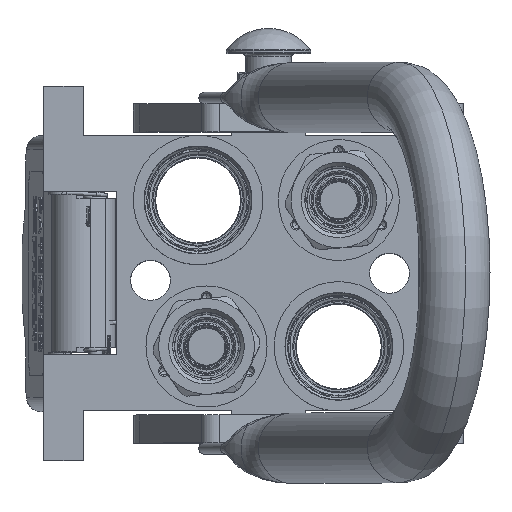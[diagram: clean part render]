
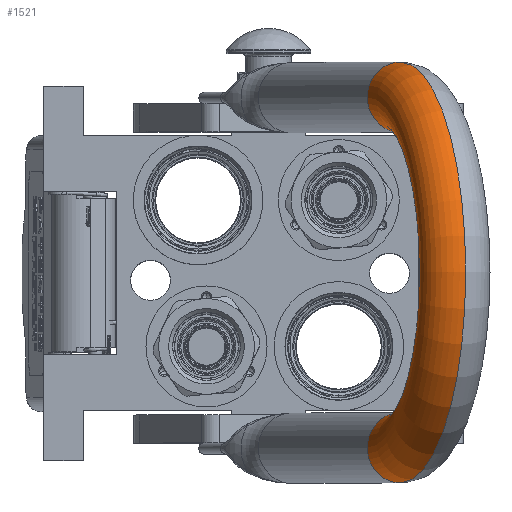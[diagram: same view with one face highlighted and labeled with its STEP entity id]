
A CAD part, top view. The second image highlights one B-rep face of the part: STEP entity #1521.
In plain terms, the highlighted toroidal (fillet/blend) face has major radius 62.25 mm and minor radius 12.5 mm.
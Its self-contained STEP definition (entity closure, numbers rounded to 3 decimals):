
#1521 = ADVANCED_FACE ( 'NONE', ( #96154 ), #30733, .T. ) ;
#3309 = ORIENTED_EDGE ( 'NONE', *, *, #13428, .T. ) ;
#5298 = CIRCLE ( 'NONE', #18877, 12.5 ) ;
#7101 = DIRECTION ( 'NONE',  ( -1., 0., 0. ) ) ;
#7385 = DIRECTION ( 'NONE',  ( -1., 0., 0. ) ) ;
#12873 = EDGE_CURVE ( 'NONE', #116944, #68447, #52497, .T. ) ;
#13428 = EDGE_CURVE ( 'NONE', #77583, #13500, #5298, .T. ) ;
#13500 = VERTEX_POINT ( 'NONE', #48592 ) ;
#18877 = AXIS2_PLACEMENT_3D ( 'NONE', #76607, #86420, #7385 ) ;
#20606 = DIRECTION ( 'NONE',  ( -1., 0., 0. ) ) ;
#30733 = TOROIDAL_SURFACE ( 'NONE', #61072, 62.25, 12.5 ) ;
#30790 = CARTESIAN_POINT ( 'NONE',  ( 0., 0., 125.25 ) ) ;
#33320 = EDGE_LOOP ( 'NONE', ( #65715, #81319, #36975, #3309 ) ) ;
#36975 = ORIENTED_EDGE ( 'NONE', *, *, #44716, .F. ) ;
#43384 = AXIS2_PLACEMENT_3D ( 'NONE', #74682, #124374, #7101 ) ;
#44716 = EDGE_CURVE ( 'NONE', #77583, #116944, #104152, .T. ) ;
#47523 = CARTESIAN_POINT ( 'NONE',  ( 74.75, 0., 125.25 ) ) ;
#48592 = CARTESIAN_POINT ( 'NONE',  ( -49.75, 0., 125.25 ) ) ;
#49999 = CARTESIAN_POINT ( 'NONE',  ( -74.75, 0., 125.25 ) ) ;
#52497 = CIRCLE ( 'NONE', #110051, 12.5 ) ;
#56935 = CARTESIAN_POINT ( 'NONE',  ( 0., 0., 125.25 ) ) ;
#61072 = AXIS2_PLACEMENT_3D ( 'NONE', #56935, #67139, #96047 ) ;
#65715 = ORIENTED_EDGE ( 'NONE', *, *, #115800, .T. ) ;
#67139 = DIRECTION ( 'NONE',  ( 0., 1., 0. ) ) ;
#68447 = VERTEX_POINT ( 'NONE', #111402 ) ;
#69096 = DIRECTION ( 'NONE',  ( 1., 0., 0. ) ) ;
#74682 = CARTESIAN_POINT ( 'NONE',  ( 0., 0., 125.25 ) ) ;
#76607 = CARTESIAN_POINT ( 'NONE',  ( -62.25, 0., 125.25 ) ) ;
#77583 = VERTEX_POINT ( 'NONE', #49999 ) ;
#78437 = DIRECTION ( 'NONE',  ( 0., 0., -1. ) ) ;
#81319 = ORIENTED_EDGE ( 'NONE', *, *, #12873, .F. ) ;
#85020 = CIRCLE ( 'NONE', #117793, 49.75 ) ;
#86420 = DIRECTION ( 'NONE',  ( 0., 0., 1. ) ) ;
#96047 = DIRECTION ( 'NONE',  ( 1., 0., 0. ) ) ;
#96154 = FACE_OUTER_BOUND ( 'NONE', #33320, .T. ) ;
#97987 = DIRECTION ( 'NONE',  ( 0., 1., 0. ) ) ;
#104152 = CIRCLE ( 'NONE', #43384, 74.75 ) ;
#108185 = CARTESIAN_POINT ( 'NONE',  ( 62.25, 0., 125.25 ) ) ;
#110051 = AXIS2_PLACEMENT_3D ( 'NONE', #108185, #78437, #69096 ) ;
#111402 = CARTESIAN_POINT ( 'NONE',  ( 49.75, 0., 125.25 ) ) ;
#115800 = EDGE_CURVE ( 'NONE', #13500, #68447, #85020, .T. ) ;
#116944 = VERTEX_POINT ( 'NONE', #47523 ) ;
#117793 = AXIS2_PLACEMENT_3D ( 'NONE', #30790, #97987, #20606 ) ;
#124374 = DIRECTION ( 'NONE',  ( 0., 1., 0. ) ) ;
